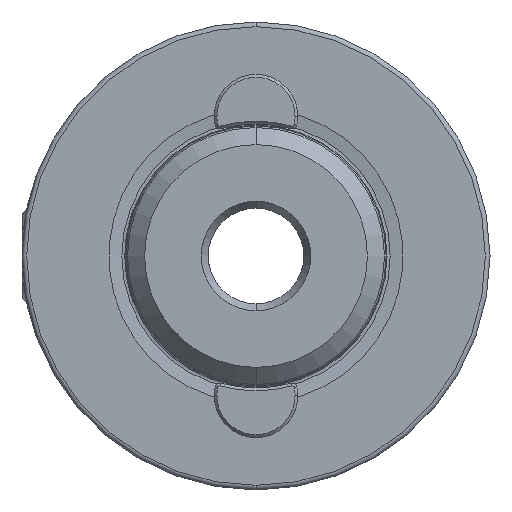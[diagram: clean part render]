
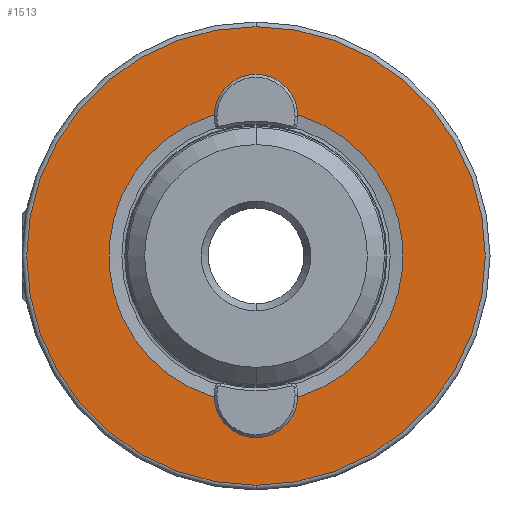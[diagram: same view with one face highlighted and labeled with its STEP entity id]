
A CAD part, left-side view. The second image highlights one B-rep face of the part: STEP entity #1513.
In plain terms, the highlighted planar face has unit normal (-1, 0, 0).
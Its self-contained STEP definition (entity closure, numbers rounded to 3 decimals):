
#53 = VERTEX_POINT ( 'NONE', #437 ) ;
#105 = FACE_OUTER_BOUND ( 'NONE', #3357, .T. ) ;
#112 = FACE_BOUND ( 'NONE', #3182, .T. ) ;
#152 = AXIS2_PLACEMENT_3D ( 'NONE', #2619, #2687, #3213 ) ;
#278 = CARTESIAN_POINT ( 'NONE',  ( 0., 0., -19.4 ) ) ;
#328 = AXIS2_PLACEMENT_3D ( 'NONE', #3867, #3872, #3880 ) ;
#335 = EDGE_CURVE ( 'NONE', #1786, #2585, #3318, .T. ) ;
#437 = CARTESIAN_POINT ( 'NONE',  ( 0., 2.118, 15.572 ) ) ;
#874 = EDGE_CURVE ( 'NONE', #2585, #3605, #1918, .T. ) ;
#936 = VERTEX_POINT ( 'NONE', #4028 ) ;
#1513 = ADVANCED_FACE ( 'NONE', ( #112, #105 ), #2568, .F. ) ;
#1564 = DIRECTION ( 'NONE',  ( 0., 0., 1. ) ) ;
#1605 = DIRECTION ( 'NONE',  ( -1., 0., 0. ) ) ;
#1632 = CARTESIAN_POINT ( 'NONE',  ( 0., 0., 0. ) ) ;
#1739 = EDGE_CURVE ( 'NONE', #4108, #1786, #2997, .T. ) ;
#1786 = VERTEX_POINT ( 'NONE', #1878 ) ;
#1878 = CARTESIAN_POINT ( 'NONE',  ( 0., -2.118, -15.572 ) ) ;
#1918 = CIRCLE ( 'NONE', #328, 2.5 ) ;
#1962 = DIRECTION ( 'NONE',  ( 0., 0., 1. ) ) ;
#1973 = DIRECTION ( 'NONE',  ( -1., 0., 0. ) ) ;
#1981 = CARTESIAN_POINT ( 'NONE',  ( 0., 0., -16.9 ) ) ;
#2284 = EDGE_CURVE ( 'NONE', #53, #936, #3857, .T. ) ;
#2336 = ORIENTED_EDGE ( 'NONE', *, *, #4921, .T. ) ;
#2480 = EDGE_CURVE ( 'NONE', #3605, #53, #3751, .T. ) ;
#2520 = ORIENTED_EDGE ( 'NONE', *, *, #2534, .F. ) ;
#2534 = EDGE_CURVE ( 'NONE', #936, #4108, #3472, .T. ) ;
#2536 = AXIS2_PLACEMENT_3D ( 'NONE', #2824, #2834, #2849 ) ;
#2568 = PLANE ( 'NONE',  #152 ) ;
#2574 = ORIENTED_EDGE ( 'NONE', *, *, #1739, .F. ) ;
#2579 = VERTEX_POINT ( 'NONE', #4399 ) ;
#2585 = VERTEX_POINT ( 'NONE', #4378 ) ;
#2592 = ORIENTED_EDGE ( 'NONE', *, *, #2627, .T. ) ;
#2619 = CARTESIAN_POINT ( 'NONE',  ( 0., 0., -15.715 ) ) ;
#2627 = EDGE_CURVE ( 'NONE', #2579, #2944, #2747, .T. ) ;
#2687 = DIRECTION ( 'NONE',  ( 1., 0., 0. ) ) ;
#2693 = ORIENTED_EDGE ( 'NONE', *, *, #335, .F. ) ;
#2747 = CIRCLE ( 'NONE', #3591, 24.5 ) ;
#2824 = CARTESIAN_POINT ( 'NONE',  ( 0., 0., 0. ) ) ;
#2834 = DIRECTION ( 'NONE',  ( -1., 0., 0. ) ) ;
#2849 = DIRECTION ( 'NONE',  ( 0., 0., 1. ) ) ;
#2873 = CARTESIAN_POINT ( 'NONE',  ( 0., 0., 24.5 ) ) ;
#2906 = CARTESIAN_POINT ( 'NONE',  ( 0., 0., 0. ) ) ;
#2944 = VERTEX_POINT ( 'NONE', #2873 ) ;
#2954 = ORIENTED_EDGE ( 'NONE', *, *, #874, .F. ) ;
#2966 = DIRECTION ( 'NONE',  ( -1., 0., 0. ) ) ;
#2995 = DIRECTION ( 'NONE',  ( 0., 0., 1. ) ) ;
#2997 = CIRCLE ( 'NONE', #3269, 2.5 ) ;
#3115 = AXIS2_PLACEMENT_3D ( 'NONE', #1632, #1605, #1564 ) ;
#3125 = ORIENTED_EDGE ( 'NONE', *, *, #2480, .F. ) ;
#3182 = EDGE_LOOP ( 'NONE', ( #3191, #3125, #2954, #2693, #2574, #2520 ) ) ;
#3191 = ORIENTED_EDGE ( 'NONE', *, *, #2284, .F. ) ;
#3213 = DIRECTION ( 'NONE',  ( 0., 0., -1. ) ) ;
#3269 = AXIS2_PLACEMENT_3D ( 'NONE', #1981, #1973, #1962 ) ;
#3318 = CIRCLE ( 'NONE', #2536, 15.715 ) ;
#3357 = EDGE_LOOP ( 'NONE', ( #2336, #2592 ) ) ;
#3472 = CIRCLE ( 'NONE', #4349, 2.5 ) ;
#3591 = AXIS2_PLACEMENT_3D ( 'NONE', #4239, #4236, #4229 ) ;
#3605 = VERTEX_POINT ( 'NONE', #4759 ) ;
#3612 = AXIS2_PLACEMENT_3D ( 'NONE', #2906, #2966, #2995 ) ;
#3751 = CIRCLE ( 'NONE', #4494, 2.5 ) ;
#3857 = CIRCLE ( 'NONE', #3115, 15.715 ) ;
#3867 = CARTESIAN_POINT ( 'NONE',  ( 0., 0., 16.9 ) ) ;
#3872 = DIRECTION ( 'NONE',  ( -1., 0., 0. ) ) ;
#3880 = DIRECTION ( 'NONE',  ( 0., 0., 1. ) ) ;
#3931 = CIRCLE ( 'NONE', #3612, 24.5 ) ;
#4028 = CARTESIAN_POINT ( 'NONE',  ( 0., 2.118, -15.572 ) ) ;
#4108 = VERTEX_POINT ( 'NONE', #278 ) ;
#4229 = DIRECTION ( 'NONE',  ( 0., 0., 1. ) ) ;
#4236 = DIRECTION ( 'NONE',  ( -1., 0., 0. ) ) ;
#4239 = CARTESIAN_POINT ( 'NONE',  ( 0., 0., 0. ) ) ;
#4349 = AXIS2_PLACEMENT_3D ( 'NONE', #4534, #4526, #4522 ) ;
#4378 = CARTESIAN_POINT ( 'NONE',  ( 0., -2.118, 15.572 ) ) ;
#4399 = CARTESIAN_POINT ( 'NONE',  ( 0., 0., -24.5 ) ) ;
#4494 = AXIS2_PLACEMENT_3D ( 'NONE', #4583, #4575, #4559 ) ;
#4522 = DIRECTION ( 'NONE',  ( 0., 0., 1. ) ) ;
#4526 = DIRECTION ( 'NONE',  ( -1., 0., 0. ) ) ;
#4534 = CARTESIAN_POINT ( 'NONE',  ( 0., 0., -16.9 ) ) ;
#4559 = DIRECTION ( 'NONE',  ( 0., 0., 1. ) ) ;
#4575 = DIRECTION ( 'NONE',  ( -1., 0., 0. ) ) ;
#4583 = CARTESIAN_POINT ( 'NONE',  ( 0., 0., 16.9 ) ) ;
#4759 = CARTESIAN_POINT ( 'NONE',  ( 0., 0., 19.4 ) ) ;
#4921 = EDGE_CURVE ( 'NONE', #2944, #2579, #3931, .T. ) ;
